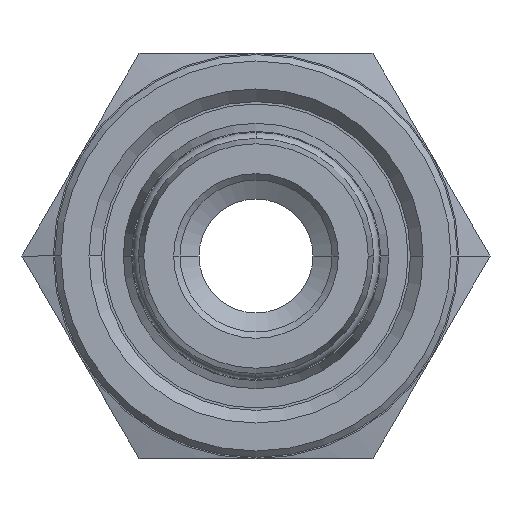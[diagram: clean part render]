
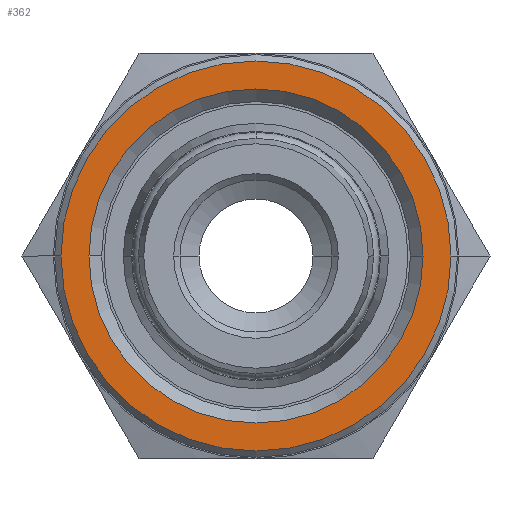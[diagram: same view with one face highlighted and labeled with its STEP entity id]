
A CAD part, left-side view. The second image highlights one B-rep face of the part: STEP entity #362.
In plain terms, the highlighted planar face has unit normal (-1, 0, 0).
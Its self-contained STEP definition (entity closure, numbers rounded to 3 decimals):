
#362 = ADVANCED_FACE( '', ( #773, #774 ), #775, .T. );
#773 = FACE_BOUND( '', #1203, .T. );
#774 = FACE_OUTER_BOUND( '', #1204, .T. );
#775 = PLANE( '', #1205 );
#1203 = EDGE_LOOP( '', ( #2663, #2664 ) );
#1204 = EDGE_LOOP( '', ( #2665, #2666 ) );
#1205 = AXIS2_PLACEMENT_3D( '', #2667, #2668, #2669 );
#2663 = ORIENTED_EDGE( '', *, *, #3075, .T. );
#2664 = ORIENTED_EDGE( '', *, *, #3228, .T. );
#2665 = ORIENTED_EDGE( '', *, *, #3063, .F. );
#2666 = ORIENTED_EDGE( '', *, *, #3233, .F. );
#2667 = CARTESIAN_POINT( '', ( -20.05, -7.7, 0. ) );
#2668 = DIRECTION( '', ( -1., 0., 0. ) );
#2669 = DIRECTION( '', ( 0., 1., 0. ) );
#3063 = EDGE_CURVE( '', #3706, #3708, #3709, .T. );
#3075 = EDGE_CURVE( '', #3727, #3729, #3731, .T. );
#3228 = EDGE_CURVE( '', #3729, #3727, #3980, .T. );
#3233 = EDGE_CURVE( '', #3708, #3706, #3985, .T. );
#3706 = VERTEX_POINT( '', #4826 );
#3708 = VERTEX_POINT( '', #4829 );
#3709 = CIRCLE( '', #4830, 15.4 );
#3727 = VERTEX_POINT( '', #4853 );
#3729 = VERTEX_POINT( '', #4856 );
#3731 = CIRCLE( '', #4859, 13.188 );
#3980 = CIRCLE( '', #5420, 13.188 );
#3985 = CIRCLE( '', #5425, 15.4 );
#4826 = CARTESIAN_POINT( '', ( -20.05, -15.4, 0. ) );
#4829 = CARTESIAN_POINT( '', ( -20.05, 15.4, 0. ) );
#4830 = AXIS2_PLACEMENT_3D( '', #5951, #5952, #5953 );
#4853 = CARTESIAN_POINT( '', ( -20.05, -13.188, 0. ) );
#4856 = CARTESIAN_POINT( '', ( -20.05, 13.188, 0. ) );
#4859 = AXIS2_PLACEMENT_3D( '', #5973, #5974, #5975 );
#5420 = AXIS2_PLACEMENT_3D( '', #6168, #6169, #6170 );
#5425 = AXIS2_PLACEMENT_3D( '', #6183, #6184, #6185 );
#5951 = CARTESIAN_POINT( '', ( -20.05, 0., 0. ) );
#5952 = DIRECTION( '', ( 1., 0., 0. ) );
#5953 = DIRECTION( '', ( 0., -1., 0. ) );
#5973 = CARTESIAN_POINT( '', ( -20.05, 0., 0. ) );
#5974 = DIRECTION( '', ( 1., 0., 0. ) );
#5975 = DIRECTION( '', ( 0., -1., 0. ) );
#6168 = CARTESIAN_POINT( '', ( -20.05, 0., 0. ) );
#6169 = DIRECTION( '', ( 1., 0., 0. ) );
#6170 = DIRECTION( '', ( 0., -1., 0. ) );
#6183 = CARTESIAN_POINT( '', ( -20.05, 0., 0. ) );
#6184 = DIRECTION( '', ( 1., 0., 0. ) );
#6185 = DIRECTION( '', ( 0., -1., 0. ) );
